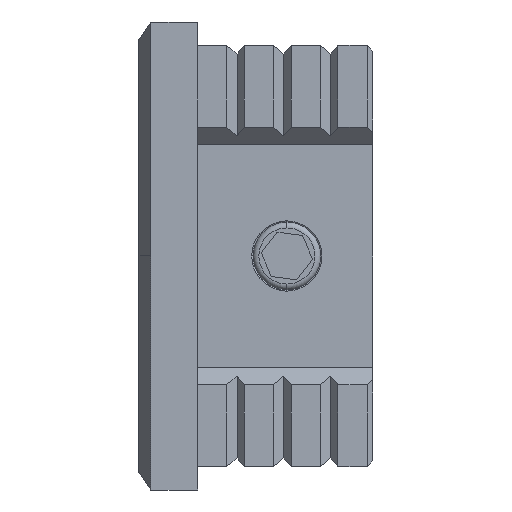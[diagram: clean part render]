
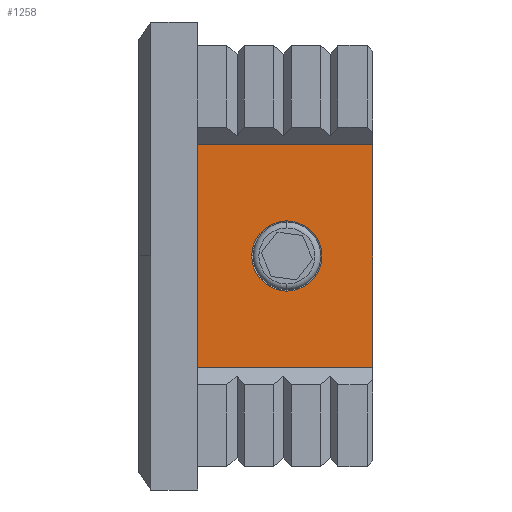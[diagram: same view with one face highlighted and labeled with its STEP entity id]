
A CAD part, left-side view. The second image highlights one B-rep face of the part: STEP entity #1258.
In plain terms, the highlighted planar face has unit normal (-1, 0, 0).
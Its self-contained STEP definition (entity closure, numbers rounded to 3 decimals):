
#102 = ORIENTED_EDGE ( 'NONE', *, *, #3558, .F. ) ;
#160 = VECTOR ( 'NONE', #3251, 1000. ) ;
#177 = CARTESIAN_POINT ( 'NONE',  ( -26.5, 15., 9.5 ) ) ;
#178 = EDGE_LOOP ( 'NONE', ( #1858, #1169, #102, #1467 ) ) ;
#345 = LINE ( 'NONE', #3610, #2013 ) ;
#376 = LINE ( 'NONE', #3941, #3780 ) ;
#411 = DIRECTION ( 'NONE',  ( 0., 0., 1. ) ) ;
#451 = EDGE_LOOP ( 'NONE', ( #2270, #716 ) ) ;
#580 = PLANE ( 'NONE',  #2626 ) ;
#624 = DIRECTION ( 'NONE',  ( -1., 0., 0. ) ) ;
#716 = ORIENTED_EDGE ( 'NONE', *, *, #2528, .F. ) ;
#785 = AXIS2_PLACEMENT_3D ( 'NONE', #986, #2779, #2435 ) ;
#854 = AXIS2_PLACEMENT_3D ( 'NONE', #2867, #1993, #1005 ) ;
#884 = DIRECTION ( 'NONE',  ( 0., 0., -1. ) ) ;
#986 = CARTESIAN_POINT ( 'NONE',  ( -26.5, 7.36, 0. ) ) ;
#1005 = DIRECTION ( 'NONE',  ( 0., 0., 1. ) ) ;
#1064 = EDGE_CURVE ( 'NONE', #3006, #2218, #2829, .T. ) ;
#1160 = CARTESIAN_POINT ( 'NONE',  ( -26.5, 7.36, -3. ) ) ;
#1169 = ORIENTED_EDGE ( 'NONE', *, *, #3683, .F. ) ;
#1226 = FACE_BOUND ( 'NONE', #451, .T. ) ;
#1258 = ADVANCED_FACE ( 'NONE', ( #1226, #3716 ), #580, .T. ) ;
#1467 = ORIENTED_EDGE ( 'NONE', *, *, #1064, .F. ) ;
#1585 = VERTEX_POINT ( 'NONE', #1160 ) ;
#1702 = CARTESIAN_POINT ( 'NONE',  ( -26.5, 0., 9.5 ) ) ;
#1716 = CARTESIAN_POINT ( 'NONE',  ( -26.5, 0., -9.5 ) ) ;
#1747 = VERTEX_POINT ( 'NONE', #2506 ) ;
#1811 = CARTESIAN_POINT ( 'NONE',  ( -26.5, 55.153, -9.5 ) ) ;
#1858 = ORIENTED_EDGE ( 'NONE', *, *, #2540, .T. ) ;
#1993 = DIRECTION ( 'NONE',  ( -1., 0., 0. ) ) ;
#2013 = VECTOR ( 'NONE', #884, 1000. ) ;
#2108 = DIRECTION ( 'NONE',  ( 0., 0., 1. ) ) ;
#2218 = VERTEX_POINT ( 'NONE', #177 ) ;
#2267 = VERTEX_POINT ( 'NONE', #1702 ) ;
#2270 = ORIENTED_EDGE ( 'NONE', *, *, #2993, .F. ) ;
#2435 = DIRECTION ( 'NONE',  ( 0., 0., 1. ) ) ;
#2506 = CARTESIAN_POINT ( 'NONE',  ( -26.5, 7.36, 3. ) ) ;
#2528 = EDGE_CURVE ( 'NONE', #1585, #1747, #3269, .T. ) ;
#2540 = EDGE_CURVE ( 'NONE', #3006, #3789, #376, .T. ) ;
#2626 = AXIS2_PLACEMENT_3D ( 'NONE', #1811, #624, #2108 ) ;
#2779 = DIRECTION ( 'NONE',  ( -1., 0., 0. ) ) ;
#2798 = DIRECTION ( 'NONE',  ( 0., -1., 0. ) ) ;
#2829 = LINE ( 'NONE', #3741, #3703 ) ;
#2867 = CARTESIAN_POINT ( 'NONE',  ( -26.5, 7.36, 0. ) ) ;
#2993 = EDGE_CURVE ( 'NONE', #1747, #1585, #3151, .T. ) ;
#3006 = VERTEX_POINT ( 'NONE', #3778 ) ;
#3151 = CIRCLE ( 'NONE', #854, 3. ) ;
#3197 = CARTESIAN_POINT ( 'NONE',  ( -26.5, 55.153, 9.5 ) ) ;
#3251 = DIRECTION ( 'NONE',  ( 0., -1., 0. ) ) ;
#3269 = CIRCLE ( 'NONE', #785, 3. ) ;
#3275 = LINE ( 'NONE', #3197, #160 ) ;
#3558 = EDGE_CURVE ( 'NONE', #2218, #2267, #3275, .T. ) ;
#3610 = CARTESIAN_POINT ( 'NONE',  ( -26.5, 0., -9.5 ) ) ;
#3683 = EDGE_CURVE ( 'NONE', #2267, #3789, #345, .T. ) ;
#3703 = VECTOR ( 'NONE', #411, 1000. ) ;
#3716 = FACE_OUTER_BOUND ( 'NONE', #178, .T. ) ;
#3741 = CARTESIAN_POINT ( 'NONE',  ( -26.5, 15., -9.5 ) ) ;
#3778 = CARTESIAN_POINT ( 'NONE',  ( -26.5, 15., -9.5 ) ) ;
#3780 = VECTOR ( 'NONE', #2798, 1000. ) ;
#3789 = VERTEX_POINT ( 'NONE', #1716 ) ;
#3941 = CARTESIAN_POINT ( 'NONE',  ( -26.5, 55.153, -9.5 ) ) ;
